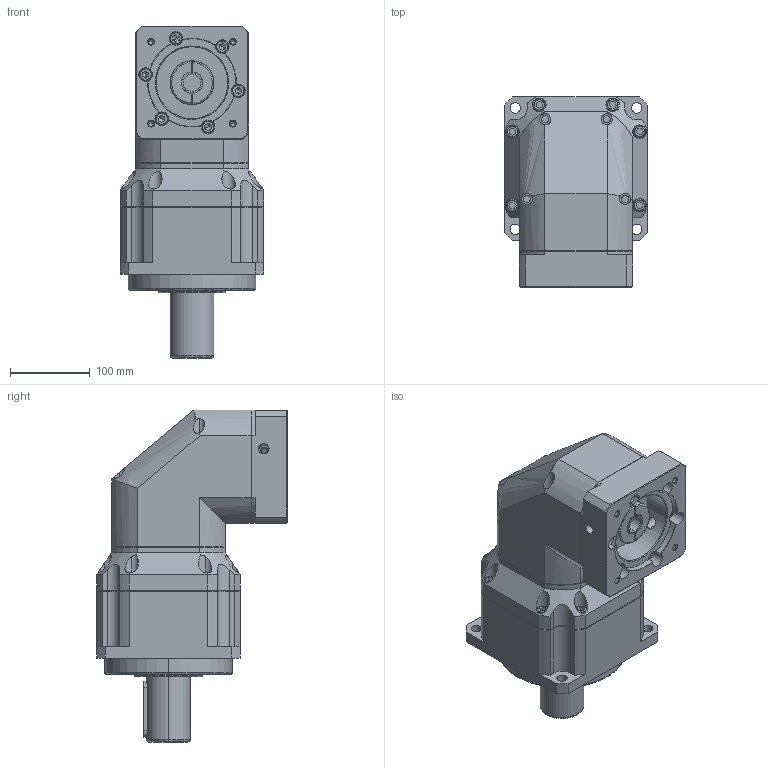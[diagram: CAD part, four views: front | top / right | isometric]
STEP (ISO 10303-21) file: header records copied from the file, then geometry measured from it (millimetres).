
FILE_DESCRIPTION (( 'STEP AP214' ), '1' );
FILE_NAME ('SBL180-L2-22-110-145M8.STEP', '2022-01-14T03:26:55', ( 'admin' ), ( '' ), 'SwSTEP 2.0', 'SolidWorks 2013', '' );
FILE_SCHEMA (( 'AUTOMOTIVE_DESIGN' ));
Length unit declared in the file: millimetre
Products named in the file (9): _X2_87BA9489_X0_ GB_T 70.1 M10 x 40; SB180_X2_8F9351FA7AEF_X0_; SB180-_X2_4E007EA79F7F5708_X0_; SBL180-L2-22-110-145M8; 24-22_X2_8F6C63625957_X0_; SBL142_X2_58F34F53_X0_-24_X2_53CC8FB9_X0_; _X2_53CC8FB97EC488C5_X0_; ABR142_X2_8F9351656CD55170_X0_-_X2_03C6_X0_110-_X2_03C6_X0_145M8-28_X2_5B54_X0_ - _X2_526F672C_X0_; ABR142_X2_8F9351658F74_X0_22
Assembly tree (13 placements, depth 3):
  SBL180-L2-22-110-145M8
    SB180-_X2_4E007EA79F7F5708_X0_
    SB180_X2_8F9351FA7AEF_X0_
    _X2_87BA9489_X0_ GB_T 70.1 M10 x 40  x6
    _X2_53CC8FB97EC488C5_X0_
      ABR142_X2_8F9351658F74_X0_22
      ABR142_X2_8F9351656CD55170_X0_-_X2_03C6_X0_110-_X2_03C6_X0_145M8-28_X2_5B54_X0_ - _X2_526F672C_X0_
    SBL142_X2_58F34F53_X0_-24_X2_53CC8FB9_X0_
    24-22_X2_8F6C63625957_X0_
Bounding box: 180 x 239 x 415.9 mm (x, y, z)
Volume: 8277493.7 mm3; surface area: 558706.6 mm2
Topology: 15 solids, 15 shells, 801 faces, 1974 edges, 1233 vertices
Faces by surface type: plane 306, cylinder 302, cone 129, bspline 64
Entity records: 35530 total; most frequent: CARTESIAN_POINT 11424, ORIENTED_EDGE 3372, DIRECTION 3307, EDGE_CURVE 1686, AXIS2_PLACEMENT_3D 1266, VERTEX_POINT 1068, EDGE_LOOP 800, VECTOR 775
